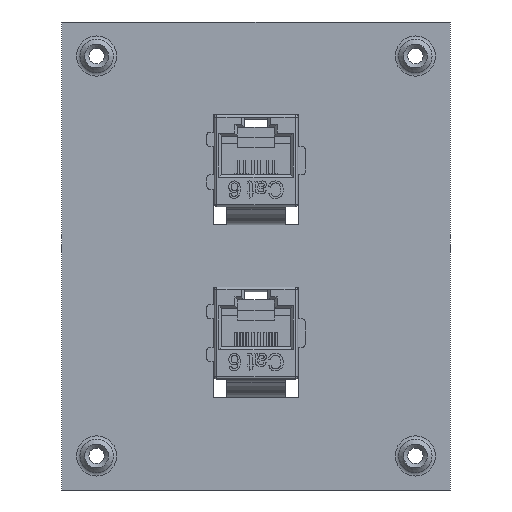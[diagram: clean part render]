
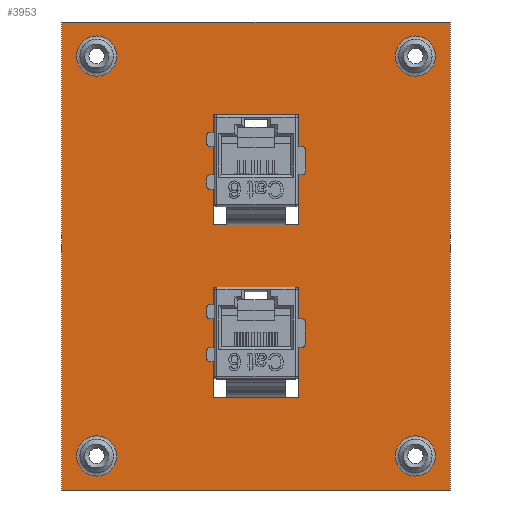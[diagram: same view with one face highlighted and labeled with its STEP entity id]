
A CAD part, front view. The second image highlights one B-rep face of the part: STEP entity #3953.
In plain terms, the highlighted planar face has unit normal (0, -1, 0).
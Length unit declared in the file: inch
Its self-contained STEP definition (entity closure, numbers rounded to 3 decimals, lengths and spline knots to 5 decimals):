
#80 = ORIENTED_EDGE ( 'NONE', *, *, #17912, .F. ) ;
#292 = LINE ( 'NONE', #7438, #5339 ) ;
#495 = DIRECTION ( 'NONE',  ( 0., 0., -1. ) ) ;
#736 = CARTESIAN_POINT ( 'NONE',  ( -1.34, 0., -1.615 ) ) ;
#833 = DIRECTION ( 'NONE',  ( 0., 0., 1. ) ) ;
#836 = VECTOR ( 'NONE', #17511, 39.37008 ) ;
#915 = EDGE_CURVE ( 'NONE', #12167, #9523, #9552, .T. ) ;
#923 = AXIS2_PLACEMENT_3D ( 'NONE', #2372, #13086, #3911 ) ;
#1094 = EDGE_CURVE ( 'NONE', #2380, #1657, #7618, .T. ) ;
#1114 = ORIENTED_EDGE ( 'NONE', *, *, #6143, .F. ) ;
#1129 = VERTEX_POINT ( 'NONE', #18134 ) ;
#1357 = CARTESIAN_POINT ( 'NONE',  ( -1.34, 0., -1.615 ) ) ;
#1636 = CARTESIAN_POINT ( 'NONE',  ( -0.2925, 0., -0.215 ) ) ;
#1657 = VERTEX_POINT ( 'NONE', #3529 ) ;
#2052 = FACE_BOUND ( 'NONE', #7569, .T. ) ;
#2287 = CARTESIAN_POINT ( 'NONE',  ( 0.2925, 0., -0.975 ) ) ;
#2372 = CARTESIAN_POINT ( 'NONE',  ( 1.1, 0., -1.38 ) ) ;
#2380 = VERTEX_POINT ( 'NONE', #6284 ) ;
#2422 = ORIENTED_EDGE ( 'NONE', *, *, #11941, .F. ) ;
#2441 = DIRECTION ( 'NONE',  ( 1., 0., 0. ) ) ;
#2704 = LINE ( 'NONE', #6774, #10352 ) ;
#2739 = LINE ( 'NONE', #2850, #10391 ) ;
#2812 = AXIS2_PLACEMENT_3D ( 'NONE', #18820, #9660, #495 ) ;
#2850 = CARTESIAN_POINT ( 'NONE',  ( -1.34, 0., 0.215 ) ) ;
#3347 = ORIENTED_EDGE ( 'NONE', *, *, #4881, .F. ) ;
#3489 = FACE_BOUND ( 'NONE', #14512, .T. ) ;
#3529 = CARTESIAN_POINT ( 'NONE',  ( -0.2925, 0., 0.975 ) ) ;
#3730 = VERTEX_POINT ( 'NONE', #19692 ) ;
#3910 = CARTESIAN_POINT ( 'NONE',  ( 0.2925, 0., -1.615 ) ) ;
#3911 = DIRECTION ( 'NONE',  ( 0., 0., -1. ) ) ;
#3953 = ADVANCED_FACE ( 'NONE', ( #2052, #17844, #13802, #9694, #3489, #10170, #6127 ), #6602, .T. ) ;
#4317 = CARTESIAN_POINT ( 'NONE',  ( -1.1, 0., -1.51852 ) ) ;
#4393 = DIRECTION ( 'NONE',  ( 1., 0., 0. ) ) ;
#4491 = VERTEX_POINT ( 'NONE', #12186 ) ;
#4515 = CARTESIAN_POINT ( 'NONE',  ( 0.2925, 0., 0.215 ) ) ;
#4702 = ORIENTED_EDGE ( 'NONE', *, *, #11952, .F. ) ;
#4858 = LINE ( 'NONE', #1357, #8920 ) ;
#4881 = EDGE_CURVE ( 'NONE', #18923, #12167, #11587, .T. ) ;
#4945 = DIRECTION ( 'NONE',  ( 0., 0., 1. ) ) ;
#5311 = EDGE_LOOP ( 'NONE', ( #80 ) ) ;
#5339 = VECTOR ( 'NONE', #18158, 39.37008 ) ;
#5499 = ORIENTED_EDGE ( 'NONE', *, *, #10080, .F. ) ;
#5665 = AXIS2_PLACEMENT_3D ( 'NONE', #16246, #7069, #17771 ) ;
#5931 = EDGE_CURVE ( 'NONE', #11000, #2380, #6993, .T. ) ;
#6017 = VECTOR ( 'NONE', #833, 39.37008 ) ;
#6045 = VECTOR ( 'NONE', #4945, 39.37008 ) ;
#6127 = FACE_OUTER_BOUND ( 'NONE', #13018, .T. ) ;
#6143 = EDGE_CURVE ( 'NONE', #14793, #14793, #13959, .T. ) ;
#6162 = VERTEX_POINT ( 'NONE', #19590 ) ;
#6201 = CARTESIAN_POINT ( 'NONE',  ( -1.34, 0., 0.975 ) ) ;
#6284 = CARTESIAN_POINT ( 'NONE',  ( 0.2925, 0., 0.975 ) ) ;
#6413 = ORIENTED_EDGE ( 'NONE', *, *, #11595, .F. ) ;
#6554 = ORIENTED_EDGE ( 'NONE', *, *, #915, .F. ) ;
#6602 = PLANE ( 'NONE',  #2812 ) ;
#6774 = CARTESIAN_POINT ( 'NONE',  ( 1.34, 0., -1.615 ) ) ;
#6993 = LINE ( 'NONE', #15721, #6045 ) ;
#6995 = DIRECTION ( 'NONE',  ( 0., -1., 0. ) ) ;
#7047 = CIRCLE ( 'NONE', #19227, 0.13852 ) ;
#7069 = DIRECTION ( 'NONE',  ( 0., -1., 0. ) ) ;
#7258 = ORIENTED_EDGE ( 'NONE', *, *, #15130, .F. ) ;
#7308 = DIRECTION ( 'NONE',  ( 0., -1., 0. ) ) ;
#7438 = CARTESIAN_POINT ( 'NONE',  ( -1.34, 0., 1.615 ) ) ;
#7569 = EDGE_LOOP ( 'NONE', ( #13838, #4702, #17370, #7750 ) ) ;
#7618 = LINE ( 'NONE', #6201, #15327 ) ;
#7750 = ORIENTED_EDGE ( 'NONE', *, *, #1094, .F. ) ;
#8261 = CARTESIAN_POINT ( 'NONE',  ( -0.2925, 0., -0.425 ) ) ;
#8289 = DIRECTION ( 'NONE',  ( 0., 0., 1. ) ) ;
#8434 = CARTESIAN_POINT ( 'NONE',  ( 0.2925, 0., -0.215 ) ) ;
#8920 = VECTOR ( 'NONE', #16596, 39.37008 ) ;
#9213 = EDGE_LOOP ( 'NONE', ( #10673 ) ) ;
#9320 = CIRCLE ( 'NONE', #17874, 0.13852 ) ;
#9523 = VERTEX_POINT ( 'NONE', #2287 ) ;
#9552 = LINE ( 'NONE', #11611, #17700 ) ;
#9660 = DIRECTION ( 'NONE',  ( 0., -1., 0. ) ) ;
#9694 = FACE_BOUND ( 'NONE', #5311, .T. ) ;
#10078 = VERTEX_POINT ( 'NONE', #8434 ) ;
#10080 = EDGE_CURVE ( 'NONE', #6162, #6162, #14503, .T. ) ;
#10154 = CARTESIAN_POINT ( 'NONE',  ( -0.2925, 0., -1.615 ) ) ;
#10170 = FACE_BOUND ( 'NONE', #11178, .T. ) ;
#10352 = VECTOR ( 'NONE', #8289, 39.37008 ) ;
#10391 = VECTOR ( 'NONE', #4393, 39.37008 ) ;
#10434 = ORIENTED_EDGE ( 'NONE', *, *, #12495, .T. ) ;
#10650 = VERTEX_POINT ( 'NONE', #10961 ) ;
#10673 = ORIENTED_EDGE ( 'NONE', *, *, #11774, .F. ) ;
#10961 = CARTESIAN_POINT ( 'NONE',  ( 1.34, 0., 1.615 ) ) ;
#11000 = VERTEX_POINT ( 'NONE', #4515 ) ;
#11058 = CARTESIAN_POINT ( 'NONE',  ( -0.2925, 0., -0.975 ) ) ;
#11095 = VECTOR ( 'NONE', #14881, 39.37008 ) ;
#11178 = EDGE_LOOP ( 'NONE', ( #5499 ) ) ;
#11347 = VECTOR ( 'NONE', #11939, 39.37008 ) ;
#11575 = ORIENTED_EDGE ( 'NONE', *, *, #13724, .F. ) ;
#11587 = LINE ( 'NONE', #10154, #11095 ) ;
#11595 = EDGE_CURVE ( 'NONE', #16341, #12764, #17095, .T. ) ;
#11611 = CARTESIAN_POINT ( 'NONE',  ( -1.34, 0., -0.975 ) ) ;
#11774 = EDGE_CURVE ( 'NONE', #13836, #13836, #7047, .T. ) ;
#11802 = LINE ( 'NONE', #8261, #15870 ) ;
#11939 = DIRECTION ( 'NONE',  ( -1., 0., 0. ) ) ;
#11941 = EDGE_CURVE ( 'NONE', #10078, #18923, #15440, .T. ) ;
#11952 = EDGE_CURVE ( 'NONE', #4491, #11000, #2739, .T. ) ;
#11984 = CARTESIAN_POINT ( 'NONE',  ( -1.1, 0., 1.24148 ) ) ;
#12167 = VERTEX_POINT ( 'NONE', #11058 ) ;
#12186 = CARTESIAN_POINT ( 'NONE',  ( -0.2925, 0., 0.215 ) ) ;
#12495 = EDGE_CURVE ( 'NONE', #16341, #3730, #4858, .T. ) ;
#12764 = VERTEX_POINT ( 'NONE', #18650 ) ;
#13018 = EDGE_LOOP ( 'NONE', ( #7258, #6413, #10434, #15019 ) ) ;
#13086 = DIRECTION ( 'NONE',  ( 0., -1., 0. ) ) ;
#13724 = EDGE_CURVE ( 'NONE', #9523, #10078, #18203, .T. ) ;
#13802 = FACE_BOUND ( 'NONE', #9213, .T. ) ;
#13836 = VERTEX_POINT ( 'NONE', #11984 ) ;
#13838 = ORIENTED_EDGE ( 'NONE', *, *, #5931, .F. ) ;
#13959 = CIRCLE ( 'NONE', #5665, 0.13852 ) ;
#14400 = EDGE_CURVE ( 'NONE', #3730, #10650, #2704, .T. ) ;
#14503 = CIRCLE ( 'NONE', #923, 0.13852 ) ;
#14512 = EDGE_LOOP ( 'NONE', ( #1114 ) ) ;
#14793 = VERTEX_POINT ( 'NONE', #4317 ) ;
#14881 = DIRECTION ( 'NONE',  ( 0., 0., -1. ) ) ;
#14947 = EDGE_CURVE ( 'NONE', #1657, #4491, #11802, .T. ) ;
#15019 = ORIENTED_EDGE ( 'NONE', *, *, #14400, .T. ) ;
#15130 = EDGE_CURVE ( 'NONE', #12764, #10650, #292, .T. ) ;
#15327 = VECTOR ( 'NONE', #16872, 39.37008 ) ;
#15440 = LINE ( 'NONE', #18084, #11347 ) ;
#15721 = CARTESIAN_POINT ( 'NONE',  ( 0.2925, 0., -0.425 ) ) ;
#15870 = VECTOR ( 'NONE', #17435, 39.37008 ) ;
#16169 = CARTESIAN_POINT ( 'NONE',  ( -1.1, 0., 1.38 ) ) ;
#16246 = CARTESIAN_POINT ( 'NONE',  ( -1.1, 0., -1.38 ) ) ;
#16341 = VERTEX_POINT ( 'NONE', #18481 ) ;
#16485 = CARTESIAN_POINT ( 'NONE',  ( 1.1, 0., 1.38 ) ) ;
#16596 = DIRECTION ( 'NONE',  ( 1., 0., 0. ) ) ;
#16872 = DIRECTION ( 'NONE',  ( -1., 0., 0. ) ) ;
#17095 = LINE ( 'NONE', #736, #836 ) ;
#17370 = ORIENTED_EDGE ( 'NONE', *, *, #14947, .F. ) ;
#17435 = DIRECTION ( 'NONE',  ( 0., 0., -1. ) ) ;
#17511 = DIRECTION ( 'NONE',  ( 0., 0., 1. ) ) ;
#17700 = VECTOR ( 'NONE', #2441, 39.37008 ) ;
#17705 = DIRECTION ( 'NONE',  ( 0., 0., -1. ) ) ;
#17771 = DIRECTION ( 'NONE',  ( 0., 0., -1. ) ) ;
#17844 = FACE_BOUND ( 'NONE', #19268, .T. ) ;
#17874 = AXIS2_PLACEMENT_3D ( 'NONE', #16485, #7308, #18014 ) ;
#17912 = EDGE_CURVE ( 'NONE', #1129, #1129, #9320, .T. ) ;
#18014 = DIRECTION ( 'NONE',  ( 0., 0., -1. ) ) ;
#18084 = CARTESIAN_POINT ( 'NONE',  ( -1.34, 0., -0.215 ) ) ;
#18134 = CARTESIAN_POINT ( 'NONE',  ( 1.1, 0., 1.24148 ) ) ;
#18158 = DIRECTION ( 'NONE',  ( 1., 0., 0. ) ) ;
#18203 = LINE ( 'NONE', #3910, #6017 ) ;
#18481 = CARTESIAN_POINT ( 'NONE',  ( -1.34, 0., -1.615 ) ) ;
#18650 = CARTESIAN_POINT ( 'NONE',  ( -1.34, 0., 1.615 ) ) ;
#18820 = CARTESIAN_POINT ( 'NONE',  ( -1.34, 0., -1.615 ) ) ;
#18923 = VERTEX_POINT ( 'NONE', #1636 ) ;
#19227 = AXIS2_PLACEMENT_3D ( 'NONE', #16169, #6995, #17705 ) ;
#19268 = EDGE_LOOP ( 'NONE', ( #11575, #6554, #3347, #2422 ) ) ;
#19590 = CARTESIAN_POINT ( 'NONE',  ( 1.1, 0., -1.51852 ) ) ;
#19692 = CARTESIAN_POINT ( 'NONE',  ( 1.34, 0., -1.615 ) ) ;
